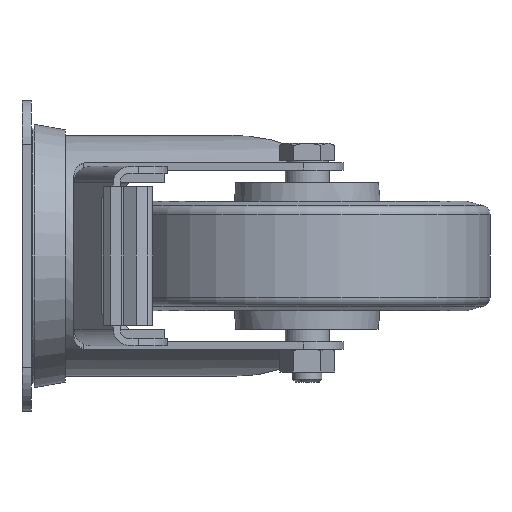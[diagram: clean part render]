
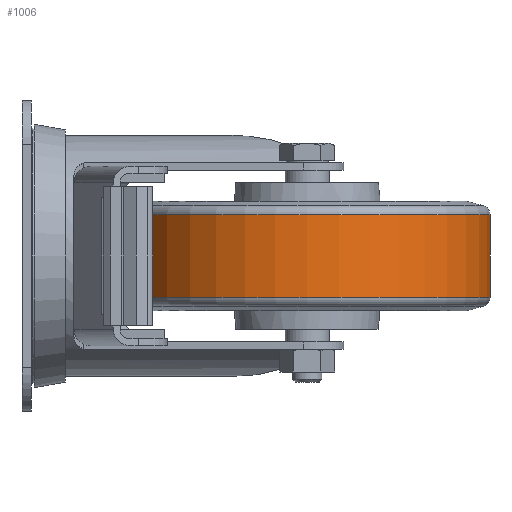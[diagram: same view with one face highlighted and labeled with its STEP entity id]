
A CAD part, left-side view. The second image highlights one B-rep face of the part: STEP entity #1006.
In plain terms, the highlighted cylindrical face has radius 50 mm (diameter 100 mm), a full revolution.
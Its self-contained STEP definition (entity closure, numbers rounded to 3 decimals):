
#1006 = ADVANCED_FACE( '', ( #2108, #2109 ), #2110, .T. );
#2108 = FACE_OUTER_BOUND( '', #3348, .T. );
#2109 = FACE_OUTER_BOUND( '', #3349, .T. );
#2110 = CYLINDRICAL_SURFACE( '', #3350, 50. );
#3348 = EDGE_LOOP( '', ( #5829 ) );
#3349 = EDGE_LOOP( '', ( #5830 ) );
#3350 = AXIS2_PLACEMENT_3D( '', #5831, #5832, #5833 );
#5829 = ORIENTED_EDGE( '', *, *, #7375, .T. );
#5830 = ORIENTED_EDGE( '', *, *, #8020, .F. );
#5831 = CARTESIAN_POINT( '', ( 35., 0., 0. ) );
#5832 = DIRECTION( '', ( -1., 0., 0. ) );
#5833 = DIRECTION( '', ( 0., 0., -1. ) );
#7375 = EDGE_CURVE( '', #8821, #8821, #8822, .T. );
#8020 = EDGE_CURVE( '', #9767, #9767, #9768, .T. );
#8821 = VERTEX_POINT( '', #10906 );
#8822 = CIRCLE( '', #10907, 50. );
#9767 = VERTEX_POINT( '', #12506 );
#9768 = CIRCLE( '', #12507, 50. );
#10906 = CARTESIAN_POINT( '', ( 8.66, 0., -50. ) );
#10907 = AXIS2_PLACEMENT_3D( '', #13390, #13391, #13392 );
#12506 = CARTESIAN_POINT( '', ( 31.34, 0., -50. ) );
#12507 = AXIS2_PLACEMENT_3D( '', #14091, #14092, #14093 );
#13390 = CARTESIAN_POINT( '', ( 8.66, 0., 0. ) );
#13391 = DIRECTION( '', ( 1., 0., 0. ) );
#13392 = DIRECTION( '', ( 0., 0., -1. ) );
#14091 = CARTESIAN_POINT( '', ( 31.34, 0., 0. ) );
#14092 = DIRECTION( '', ( 1., 0., 0. ) );
#14093 = DIRECTION( '', ( 0., 0., -1. ) );
